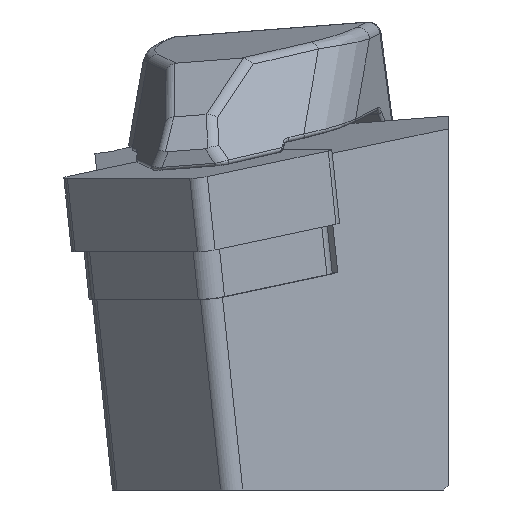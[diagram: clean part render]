
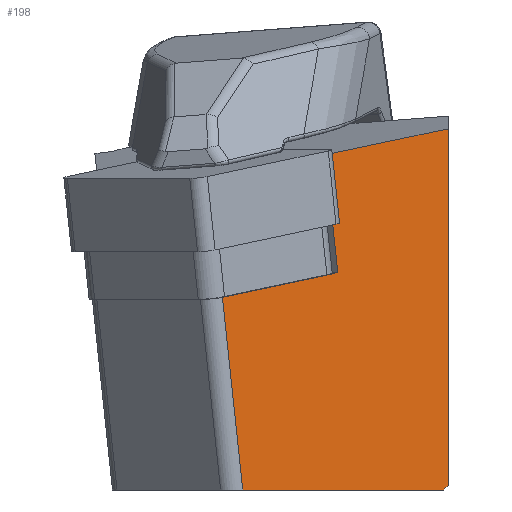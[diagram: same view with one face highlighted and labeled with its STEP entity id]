
A CAD part, left-side view. The second image highlights one B-rep face of the part: STEP entity #198.
In plain terms, the highlighted planar face has unit normal (-0.707, -0.707, 0).
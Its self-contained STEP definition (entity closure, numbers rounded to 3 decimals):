
#198=ADVANCED_FACE('',(#392),#327,.F.);
#327=PLANE('',#2262);
#392=FACE_OUTER_BOUND('',#517,.T.);
#517=EDGE_LOOP('',(#1099,#1100,#1101,#1102,#1103,#1104,#1105,#1106));
#641=LINE('',#3122,#835);
#650=LINE('',#3141,#844);
#665=LINE('',#3171,#859);
#692=LINE('',#3232,#886);
#693=LINE('',#3234,#887);
#694=LINE('',#3235,#888);
#695=LINE('',#3237,#889);
#696=LINE('',#3238,#890);
#835=VECTOR('',#2474,1.);
#844=VECTOR('',#2487,1.);
#859=VECTOR('',#2506,1.);
#886=VECTOR('',#2557,1.);
#887=VECTOR('',#2560,1.);
#888=VECTOR('',#2561,1.);
#889=VECTOR('',#2562,1.);
#890=VECTOR('',#2563,1.);
#1099=ORIENTED_EDGE('',*,*,#1863,.F.);
#1100=ORIENTED_EDGE('',*,*,#1919,.F.);
#1101=ORIENTED_EDGE('',*,*,#1918,.T.);
#1102=ORIENTED_EDGE('',*,*,#1920,.F.);
#1103=ORIENTED_EDGE('',*,*,#1921,.F.);
#1104=ORIENTED_EDGE('',*,*,#1887,.F.);
#1105=ORIENTED_EDGE('',*,*,#1872,.F.);
#1106=ORIENTED_EDGE('',*,*,#1922,.T.);
#1665=VERTEX_POINT('',#3120);
#1667=VERTEX_POINT('',#3123);
#1674=VERTEX_POINT('',#3140);
#1675=VERTEX_POINT('',#3142);
#1688=VERTEX_POINT('',#3172);
#1708=VERTEX_POINT('',#3229);
#1709=VERTEX_POINT('',#3231);
#1710=VERTEX_POINT('',#3236);
#1863=EDGE_CURVE('',#1665,#1667,#641,.T.);
#1872=EDGE_CURVE('',#1674,#1675,#650,.T.);
#1887=EDGE_CURVE('',#1675,#1688,#665,.T.);
#1918=EDGE_CURVE('',#1708,#1709,#692,.T.);
#1919=EDGE_CURVE('',#1708,#1665,#693,.T.);
#1920=EDGE_CURVE('',#1710,#1709,#694,.T.);
#1921=EDGE_CURVE('',#1688,#1710,#695,.T.);
#1922=EDGE_CURVE('',#1674,#1667,#696,.T.);
#2262=AXIS2_PLACEMENT_3D('',#3239,#2564,#2565);
#2474=DIRECTION('',(0.699,-0.699,0.148));
#2487=DIRECTION('',(0.699,-0.699,0.148));
#2506=DIRECTION('',(0.,0.,-1.));
#2557=DIRECTION('',(0.105,-0.105,-0.989));
#2560=DIRECTION('',(0.699,-0.699,0.148));
#2561=DIRECTION('',(-0.707,0.707,0.));
#2562=DIRECTION('',(-0.577,0.577,-0.577));
#2563=DIRECTION('',(0.105,-0.105,-0.989));
#2564=DIRECTION('',(0.707,0.707,0.));
#2565=DIRECTION('',(0.707,-0.707,0.));
#3120=CARTESIAN_POINT('',(9.481,7.458,-6.121));
#3122=CARTESIAN_POINT('',(2.443,14.496,-7.609));
#3123=CARTESIAN_POINT('',(9.856,7.083,-6.042));
#3140=CARTESIAN_POINT('',(9.058,7.881,1.514));
#3141=CARTESIAN_POINT('',(1.645,15.294,-0.053));
#3142=CARTESIAN_POINT('',(16.939,0.,3.18));
#3171=CARTESIAN_POINT('',(16.939,0.,-39.317));
#3172=CARTESIAN_POINT('',(16.939,0.,-19.7));
#3229=CARTESIAN_POINT('',(2.443,14.496,-7.609));
#3231=CARTESIAN_POINT('',(3.753,13.186,-20.));
#3232=CARTESIAN_POINT('',(5.794,11.145,-39.317));
#3234=CARTESIAN_POINT('',(2.443,14.496,-7.609));
#3235=CARTESIAN_POINT('',(5.794,11.145,-20.));
#3236=CARTESIAN_POINT('',(16.639,0.3,-20.));
#3237=CARTESIAN_POINT('',(2.97,13.969,-33.669));
#3238=CARTESIAN_POINT('',(8.811,8.128,3.848));
#3239=CARTESIAN_POINT('',(5.794,11.145,-39.317));
